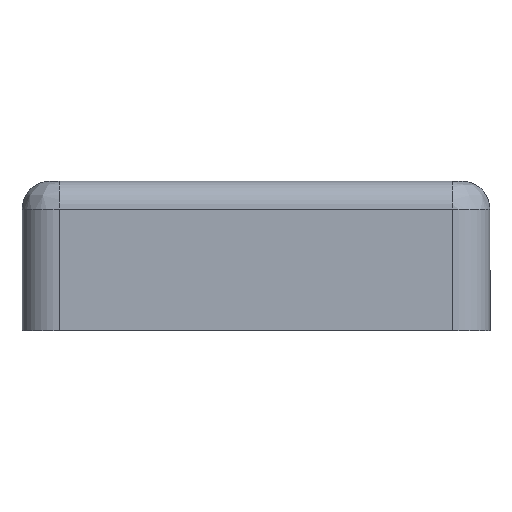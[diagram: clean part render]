
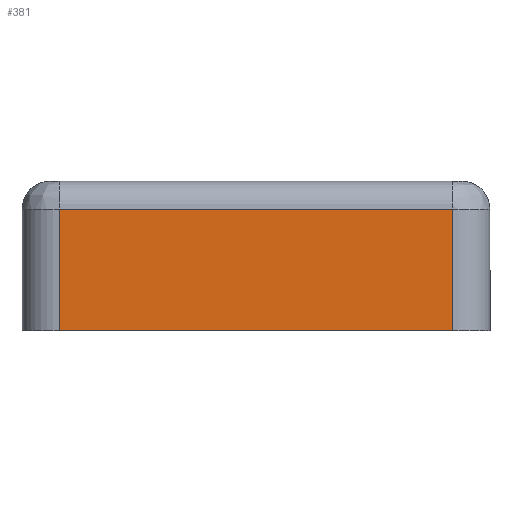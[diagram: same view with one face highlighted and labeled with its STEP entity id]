
A CAD part, left-side view. The second image highlights one B-rep face of the part: STEP entity #381.
In plain terms, the highlighted planar face has unit normal (-1, 0, 0).
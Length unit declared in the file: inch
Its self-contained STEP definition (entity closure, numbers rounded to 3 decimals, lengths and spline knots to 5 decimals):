
#252 = EDGE_CURVE ( 'NONE', #942, #1263, #360, .T. ) ;
#330 = DIRECTION ( 'NONE',  ( 0., 0., 1. ) ) ;
#360 = LINE ( 'NONE', #3907, #462 ) ;
#381 = ADVANCED_FACE ( 'NONE', ( #3386 ), #3743, .F. ) ;
#462 = VECTOR ( 'NONE', #3803, 39.37008 ) ;
#613 = EDGE_CURVE ( 'NONE', #5834, #2569, #8919, .T. ) ;
#942 = VERTEX_POINT ( 'NONE', #8753 ) ;
#957 = LINE ( 'NONE', #7737, #6431 ) ;
#1249 = EDGE_LOOP ( 'NONE', ( #8172, #6199, #4036, #7750 ) ) ;
#1263 = VERTEX_POINT ( 'NONE', #5257 ) ;
#1870 = CARTESIAN_POINT ( 'NONE',  ( -1.9685, 0.98425, 0. ) ) ;
#1923 = DIRECTION ( 'NONE',  ( 0., 1., 0. ) ) ;
#2224 = AXIS2_PLACEMENT_3D ( 'NONE', #3569, #3566, #3540 ) ;
#2569 = VERTEX_POINT ( 'NONE', #7320 ) ;
#3386 = FACE_OUTER_BOUND ( 'NONE', #1249, .T. ) ;
#3540 = DIRECTION ( 'NONE',  ( 0., 0., -1. ) ) ;
#3566 = DIRECTION ( 'NONE',  ( 1., 0., 0. ) ) ;
#3569 = CARTESIAN_POINT ( 'NONE',  ( -1.9685, 0.98425, 0.62992 ) ) ;
#3743 = PLANE ( 'NONE',  #2224 ) ;
#3803 = DIRECTION ( 'NONE',  ( 0., -1., 0. ) ) ;
#3907 = CARTESIAN_POINT ( 'NONE',  ( -1.9685, -0.98425, 0.51181 ) ) ;
#4036 = ORIENTED_EDGE ( 'NONE', *, *, #613, .F. ) ;
#4206 = CARTESIAN_POINT ( 'NONE',  ( -1.9685, -0.82677, 0. ) ) ;
#5143 = EDGE_CURVE ( 'NONE', #1263, #5834, #5651, .T. ) ;
#5257 = CARTESIAN_POINT ( 'NONE',  ( -1.9685, -0.82677, 0.51181 ) ) ;
#5651 = LINE ( 'NONE', #7623, #7214 ) ;
#5834 = VERTEX_POINT ( 'NONE', #4206 ) ;
#6199 = ORIENTED_EDGE ( 'NONE', *, *, #7158, .F. ) ;
#6431 = VECTOR ( 'NONE', #330, 39.37008 ) ;
#6579 = DIRECTION ( 'NONE',  ( 0., 0., -1. ) ) ;
#7158 = EDGE_CURVE ( 'NONE', #2569, #942, #957, .T. ) ;
#7214 = VECTOR ( 'NONE', #6579, 39.37008 ) ;
#7286 = VECTOR ( 'NONE', #1923, 39.37008 ) ;
#7320 = CARTESIAN_POINT ( 'NONE',  ( -1.9685, 0.82677, 0. ) ) ;
#7623 = CARTESIAN_POINT ( 'NONE',  ( -1.9685, -0.82677, 0.62992 ) ) ;
#7737 = CARTESIAN_POINT ( 'NONE',  ( -1.9685, 0.82677, 0.62992 ) ) ;
#7750 = ORIENTED_EDGE ( 'NONE', *, *, #5143, .F. ) ;
#8172 = ORIENTED_EDGE ( 'NONE', *, *, #252, .F. ) ;
#8753 = CARTESIAN_POINT ( 'NONE',  ( -1.9685, 0.82677, 0.51181 ) ) ;
#8919 = LINE ( 'NONE', #1870, #7286 ) ;
